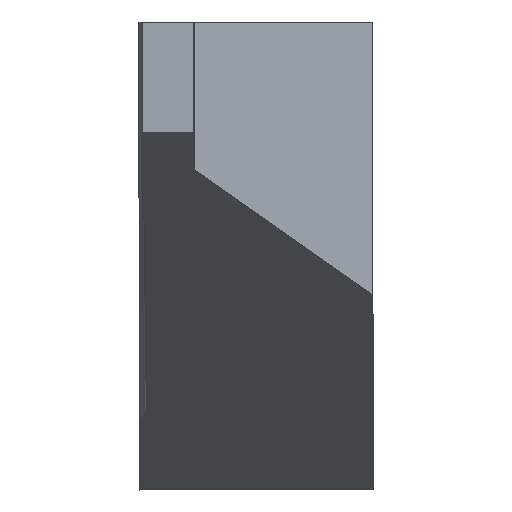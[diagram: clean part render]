
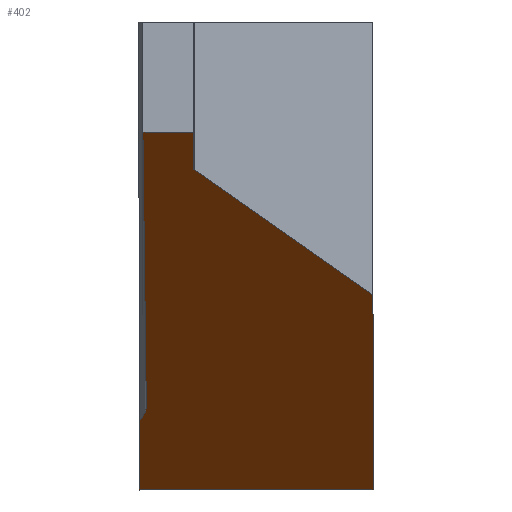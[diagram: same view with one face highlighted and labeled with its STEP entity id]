
A CAD part, front view. The second image highlights one B-rep face of the part: STEP entity #402.
In plain terms, the highlighted planar face has unit normal (0, -0.574, -0.819).
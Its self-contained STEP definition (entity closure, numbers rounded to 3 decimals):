
#94=CARTESIAN_POINT('',(0.,5.3,-5.122));
#95=VERTEX_POINT('',#94);
#160=CARTESIAN_POINT('',(0.,6.554,-6.));
#161=VERTEX_POINT('',#160);
#172=CARTESIAN_POINT('',(0.,5.3,-5.122));
#173=DIRECTION('',(0.,0.819,-0.574));
#174=VECTOR('',#173,1.531);
#175=LINE('',#172,#174);
#176=EDGE_CURVE('',#95,#161,#175,.T.);
#224=CARTESIAN_POINT('',(1.1,2.782,-3.359));
#225=DIRECTION('',(0.,0.574,0.819));
#226=DIRECTION('',(0.,-0.47,0.329));
#227=AXIS2_PLACEMENT_3D('',#224,#225,#226);
#228=PLANE('',#227);
#229=CARTESIAN_POINT('',(0.709,0.689,-1.893));
#230=DIRECTION('',(0.634,0.634,-0.444));
#231=VECTOR('',#230,3.615);
#232=LINE('',#229,#231);
#233=CARTESIAN_POINT('',(0.709,0.689,-1.893));
#234=VERTEX_POINT('',#233);
#235=CARTESIAN_POINT('',(3.,2.98,-3.497));
#236=VERTEX_POINT('',#235);
#237=EDGE_CURVE('',#234,#236,#232,.T.);
#238=ORIENTED_EDGE('Edge 222',*,*,#237,.F.);
#247=CARTESIAN_POINT('',(3.,2.98,-3.497));
#248=DIRECTION('',(0.,0.819,-0.574));
#249=VECTOR('',#248,4.363);
#250=LINE('',#247,#249);
#251=CARTESIAN_POINT('',(3.,6.554,-6.));
#252=VERTEX_POINT('',#251);
#253=EDGE_CURVE('',#236,#252,#250,.T.);
#254=ORIENTED_EDGE('Edge 123',*,*,#253,.F.);
#263=CARTESIAN_POINT('',(0.,6.554,-6.));
#264=DIRECTION('',(1.,0.,0.));
#265=VECTOR('',#264,3.);
#266=LINE('',#263,#265);
#267=EDGE_CURVE('',#161,#252,#266,.T.);
#268=ORIENTED_EDGE('Edge 390',*,*,#267,.T.);
#277=ORIENTED_EDGE('Edge 237',*,*,#176,.T.);
#286=CARTESIAN_POINT('',(0.,5.3,-5.122));
#287=CARTESIAN_POINT('',(0.062,5.213,-5.061));
#288=CARTESIAN_POINT('',(0.095,5.111,-4.989));
#289=CARTESIAN_POINT('',(0.094,5.004,-4.915));
#290=(BOUNDED_CURVE()B_SPLINE_CURVE(3,(#286,#287,#288,#289),.UNSPECIFIED.,.F.,.F.)B_SPLINE_CURVE_WITH_KNOTS((4,4),(0.,1.),.UNSPECIFIED.)CURVE()GEOMETRIC_REPRESENTATION_ITEM()RATIONAL_B_SPLINE_CURVE((1.,0.967,0.967,1.))REPRESENTATION_ITEM(''));
#291=CARTESIAN_POINT('',(0.094,5.004,-4.915));
#292=VERTEX_POINT('',#291);
#293=EDGE_CURVE('',#95,#292,#290,.T.);
#294=ORIENTED_EDGE('Edge 242',*,*,#293,.F.);
#303=CARTESIAN_POINT('',(0.094,5.004,-4.915));
#304=DIRECTION('',(-0.007,-0.819,0.574));
#305=VECTOR('',#304,6.108);
#306=LINE('',#303,#305);
#307=CARTESIAN_POINT('',(0.05,0.001,-1.411));
#308=VERTEX_POINT('',#307);
#309=EDGE_CURVE('',#292,#308,#306,.T.);
#310=ORIENTED_EDGE('Edge 751',*,*,#309,.F.);
#319=CARTESIAN_POINT('',(0.05,0.001,-1.411));
#320=CARTESIAN_POINT('',(0.05,0.,-1.411));
#321=CARTESIAN_POINT('',(0.05,0.,-1.411));
#322=CARTESIAN_POINT('',(0.051,0.,-1.411));
#323=(BOUNDED_CURVE()B_SPLINE_CURVE(3,(#319,#320,#321,#322),.UNSPECIFIED.,.F.,.F.)B_SPLINE_CURVE_WITH_KNOTS((4,4),(0.,1.),.UNSPECIFIED.)CURVE()GEOMETRIC_REPRESENTATION_ITEM()RATIONAL_B_SPLINE_CURVE((1.,0.803,0.803,1.))REPRESENTATION_ITEM(''));
#324=CARTESIAN_POINT('',(0.051,0.,-1.411));
#325=VERTEX_POINT('',#324);
#326=EDGE_CURVE('',#308,#325,#323,.T.);
#327=ORIENTED_EDGE('Edge 252',*,*,#326,.F.);
#336=CARTESIAN_POINT('',(0.699,0.,-1.411));
#337=DIRECTION('',(-1.,0.,0.));
#338=VECTOR('',#337,0.648);
#339=LINE('',#336,#338);
#340=CARTESIAN_POINT('',(0.699,0.,-1.411));
#341=VERTEX_POINT('',#340);
#342=EDGE_CURVE('',#341,#325,#339,.T.);
#343=ORIENTED_EDGE('Edge 257',*,*,#342,.T.);
#352=CARTESIAN_POINT('',(0.699,0.,-1.411));
#353=CARTESIAN_POINT('',(0.7,0.,-1.411));
#354=CARTESIAN_POINT('',(0.7,0.,-1.411));
#355=CARTESIAN_POINT('',(0.7,0.001,-1.411));
#356=(BOUNDED_CURVE()B_SPLINE_CURVE(3,(#352,#353,#354,#355),.UNSPECIFIED.,.F.,.F.)B_SPLINE_CURVE_WITH_KNOTS((4,4),(0.,1.),.UNSPECIFIED.)CURVE()GEOMETRIC_REPRESENTATION_ITEM()RATIONAL_B_SPLINE_CURVE((1.,0.803,0.803,1.))REPRESENTATION_ITEM(''));
#357=CARTESIAN_POINT('',(0.7,0.001,-1.411));
#358=VERTEX_POINT('',#357);
#359=EDGE_CURVE('',#341,#358,#356,.T.);
#360=ORIENTED_EDGE('Edge 262',*,*,#359,.F.);
#369=CARTESIAN_POINT('',(0.7,0.001,-1.411));
#370=DIRECTION('',(-0.007,0.819,-0.574));
#371=VECTOR('',#370,0.796);
#372=LINE('',#369,#371);
#373=CARTESIAN_POINT('',(0.694,0.653,-1.868));
#374=VERTEX_POINT('',#373);
#375=EDGE_CURVE('',#358,#374,#372,.T.);
#376=ORIENTED_EDGE('Edge 267',*,*,#375,.F.);
#385=CARTESIAN_POINT('',(0.694,0.653,-1.868));
#386=CARTESIAN_POINT('',(0.694,0.667,-1.878));
#387=CARTESIAN_POINT('',(0.699,0.679,-1.886));
#388=CARTESIAN_POINT('',(0.709,0.689,-1.893));
#389=(BOUNDED_CURVE()B_SPLINE_CURVE(3,(#385,#386,#387,#388),.UNSPECIFIED.,.F.,.F.)B_SPLINE_CURVE_WITH_KNOTS((4,4),(0.,1.),.UNSPECIFIED.)CURVE()GEOMETRIC_REPRESENTATION_ITEM()RATIONAL_B_SPLINE_CURVE((1.,0.948,0.948,1.))REPRESENTATION_ITEM(''));
#390=EDGE_CURVE('',#374,#234,#389,.T.);
#391=ORIENTED_EDGE('Edge 272',*,*,#390,.F.);
#400=EDGE_LOOP('',(#391,#376,#360,#343,#327,#310,#294,#277,#268,#254,#238));
#401=FACE_OUTER_BOUND('Loop 273',#400,.T.);
#402=ADVANCED_FACE('Face 274',(#401),#228,.F.);
